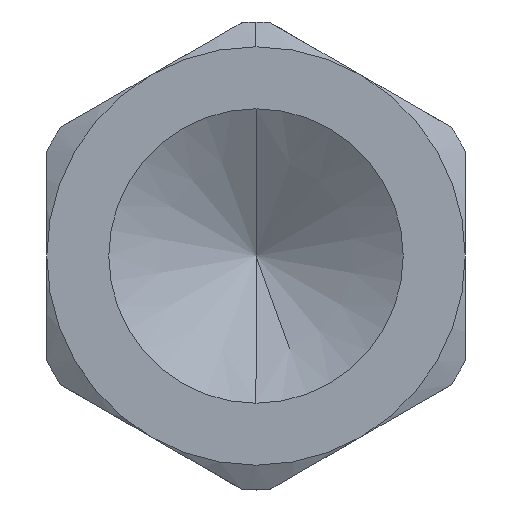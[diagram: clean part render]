
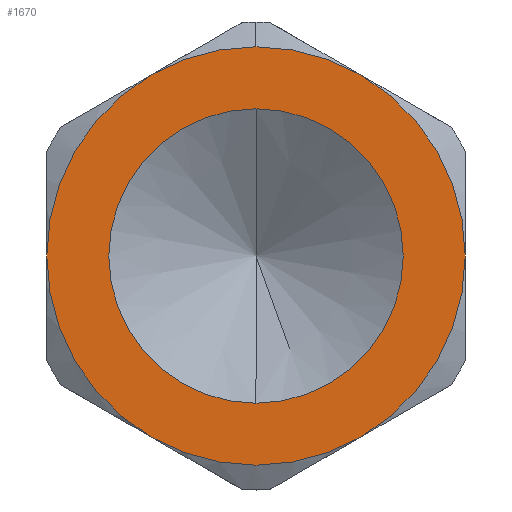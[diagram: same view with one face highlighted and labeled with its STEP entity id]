
A CAD part, left-side view. The second image highlights one B-rep face of the part: STEP entity #1670.
In plain terms, the highlighted planar face has unit normal (-1, 0, 0).
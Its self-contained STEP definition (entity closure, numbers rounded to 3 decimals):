
#5 = VERTEX_POINT ( 'NONE', #1108 ) ;
#6 = CARTESIAN_POINT ( 'NONE',  ( 0., 0., 0. ) ) ;
#11 = ORIENTED_EDGE ( 'NONE', *, *, #1473, .T. ) ;
#22 = CARTESIAN_POINT ( 'NONE',  ( 0., -6.75, -11.691 ) ) ;
#86 = DIRECTION ( 'NONE',  ( -1., 0., 0. ) ) ;
#90 = FACE_BOUND ( 'NONE', #508, .T. ) ;
#97 = CARTESIAN_POINT ( 'NONE',  ( 0., 0., 0. ) ) ;
#99 = CIRCLE ( 'NONE', #181, 13.5 ) ;
#168 = VERTEX_POINT ( 'NONE', #22 ) ;
#181 = AXIS2_PLACEMENT_3D ( 'NONE', #800, #632, #495 ) ;
#193 = CARTESIAN_POINT ( 'NONE',  ( 0., 0., -9.5 ) ) ;
#208 = ORIENTED_EDGE ( 'NONE', *, *, #1440, .T. ) ;
#304 = AXIS2_PLACEMENT_3D ( 'NONE', #640, #86, #1360 ) ;
#311 = DIRECTION ( 'NONE',  ( -1., 0., 0. ) ) ;
#351 = ORIENTED_EDGE ( 'NONE', *, *, #578, .T. ) ;
#407 = DIRECTION ( 'NONE',  ( 0., 0., 1. ) ) ;
#438 = CARTESIAN_POINT ( 'NONE',  ( 0., 0., 13.5 ) ) ;
#495 = DIRECTION ( 'NONE',  ( 0., 0., 1. ) ) ;
#508 = EDGE_LOOP ( 'NONE', ( #985, #1048 ) ) ;
#528 = CARTESIAN_POINT ( 'NONE',  ( 0., -13.5, 0. ) ) ;
#578 = EDGE_CURVE ( 'NONE', #1533, #1296, #777, .T. ) ;
#594 = ORIENTED_EDGE ( 'NONE', *, *, #991, .T. ) ;
#603 = CIRCLE ( 'NONE', #1036, 13.5 ) ;
#605 = CARTESIAN_POINT ( 'NONE',  ( 0., 0., 0. ) ) ;
#608 = AXIS2_PLACEMENT_3D ( 'NONE', #698, #1817, #994 ) ;
#627 = DIRECTION ( 'NONE',  ( 0., 0., -1. ) ) ;
#632 = DIRECTION ( 'NONE',  ( -1., 0., 0. ) ) ;
#640 = CARTESIAN_POINT ( 'NONE',  ( 0., 0., 0. ) ) ;
#666 = CIRCLE ( 'NONE', #846, 13.5 ) ;
#672 = DIRECTION ( 'NONE',  ( -1., 0., 0. ) ) ;
#684 = CARTESIAN_POINT ( 'NONE',  ( 0., 0., 9.5 ) ) ;
#698 = CARTESIAN_POINT ( 'NONE',  ( 0., 0., 0. ) ) ;
#735 = CIRCLE ( 'NONE', #1001, 13.5 ) ;
#754 = EDGE_CURVE ( 'NONE', #795, #1197, #1075, .T. ) ;
#756 = DIRECTION ( 'NONE',  ( 0., 0., 1. ) ) ;
#764 = DIRECTION ( 'NONE',  ( -1., 0., 0. ) ) ;
#777 = CIRCLE ( 'NONE', #608, 13.5 ) ;
#785 = ORIENTED_EDGE ( 'NONE', *, *, #1711, .T. ) ;
#792 = EDGE_CURVE ( 'NONE', #168, #1113, #992, .T. ) ;
#795 = VERTEX_POINT ( 'NONE', #193 ) ;
#800 = CARTESIAN_POINT ( 'NONE',  ( 0., 0., 0. ) ) ;
#823 = DIRECTION ( 'NONE',  ( 0., 0., 1. ) ) ;
#832 = FACE_OUTER_BOUND ( 'NONE', #1354, .T. ) ;
#846 = AXIS2_PLACEMENT_3D ( 'NONE', #1142, #1125, #1681 ) ;
#885 = EDGE_CURVE ( 'NONE', #1197, #795, #1547, .T. ) ;
#910 = DIRECTION ( 'NONE',  ( 1., 0., 0. ) ) ;
#985 = ORIENTED_EDGE ( 'NONE', *, *, #885, .F. ) ;
#991 = EDGE_CURVE ( 'NONE', #5, #1486, #99, .T. ) ;
#992 = CIRCLE ( 'NONE', #1134, 13.5 ) ;
#994 = DIRECTION ( 'NONE',  ( 0., 0., 1. ) ) ;
#1001 = AXIS2_PLACEMENT_3D ( 'NONE', #97, #1225, #1753 ) ;
#1036 = AXIS2_PLACEMENT_3D ( 'NONE', #6, #1814, #407 ) ;
#1046 = CARTESIAN_POINT ( 'NONE',  ( 0., 0., 0. ) ) ;
#1048 = ORIENTED_EDGE ( 'NONE', *, *, #754, .F. ) ;
#1056 = AXIS2_PLACEMENT_3D ( 'NONE', #1620, #910, #627 ) ;
#1075 = CIRCLE ( 'NONE', #1701, 9.5 ) ;
#1107 = CARTESIAN_POINT ( 'NONE',  ( 0., -6.75, 11.691 ) ) ;
#1108 = CARTESIAN_POINT ( 'NONE',  ( 0., 13.5, 0. ) ) ;
#1113 = VERTEX_POINT ( 'NONE', #528 ) ;
#1125 = DIRECTION ( 'NONE',  ( -1., 0., 0. ) ) ;
#1132 = CARTESIAN_POINT ( 'NONE',  ( 0., 0., 0. ) ) ;
#1134 = AXIS2_PLACEMENT_3D ( 'NONE', #605, #764, #756 ) ;
#1142 = CARTESIAN_POINT ( 'NONE',  ( 0., 0., 0. ) ) ;
#1169 = ORIENTED_EDGE ( 'NONE', *, *, #792, .T. ) ;
#1197 = VERTEX_POINT ( 'NONE', #684 ) ;
#1225 = DIRECTION ( 'NONE',  ( -1., 0., 0. ) ) ;
#1296 = VERTEX_POINT ( 'NONE', #1646 ) ;
#1354 = EDGE_LOOP ( 'NONE', ( #594, #785, #1169, #11, #208, #351, #1528 ) ) ;
#1360 = DIRECTION ( 'NONE',  ( 0., 0., 1. ) ) ;
#1385 = CIRCLE ( 'NONE', #1623, 13.5 ) ;
#1403 = EDGE_CURVE ( 'NONE', #1296, #5, #666, .T. ) ;
#1431 = CARTESIAN_POINT ( 'NONE',  ( 0., 6.75, -11.691 ) ) ;
#1440 = EDGE_CURVE ( 'NONE', #1793, #1533, #603, .T. ) ;
#1473 = EDGE_CURVE ( 'NONE', #1113, #1793, #1385, .T. ) ;
#1486 = VERTEX_POINT ( 'NONE', #1431 ) ;
#1528 = ORIENTED_EDGE ( 'NONE', *, *, #1403, .T. ) ;
#1533 = VERTEX_POINT ( 'NONE', #438 ) ;
#1547 = CIRCLE ( 'NONE', #304, 9.5 ) ;
#1608 = DIRECTION ( 'NONE',  ( 0., 0., 1. ) ) ;
#1620 = CARTESIAN_POINT ( 'NONE',  ( 0., 0., 0. ) ) ;
#1623 = AXIS2_PLACEMENT_3D ( 'NONE', #1132, #672, #823 ) ;
#1637 = PLANE ( 'NONE',  #1056 ) ;
#1646 = CARTESIAN_POINT ( 'NONE',  ( 0., 6.75, 11.691 ) ) ;
#1670 = ADVANCED_FACE ( 'NONE', ( #832, #90 ), #1637, .F. ) ;
#1681 = DIRECTION ( 'NONE',  ( 0., 0., 1. ) ) ;
#1701 = AXIS2_PLACEMENT_3D ( 'NONE', #1046, #311, #1608 ) ;
#1711 = EDGE_CURVE ( 'NONE', #1486, #168, #735, .T. ) ;
#1753 = DIRECTION ( 'NONE',  ( 0., 0., 1. ) ) ;
#1793 = VERTEX_POINT ( 'NONE', #1107 ) ;
#1814 = DIRECTION ( 'NONE',  ( -1., 0., 0. ) ) ;
#1817 = DIRECTION ( 'NONE',  ( -1., 0., 0. ) ) ;
